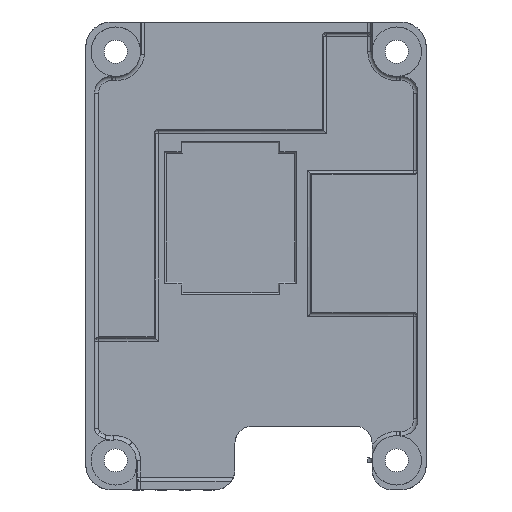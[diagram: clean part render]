
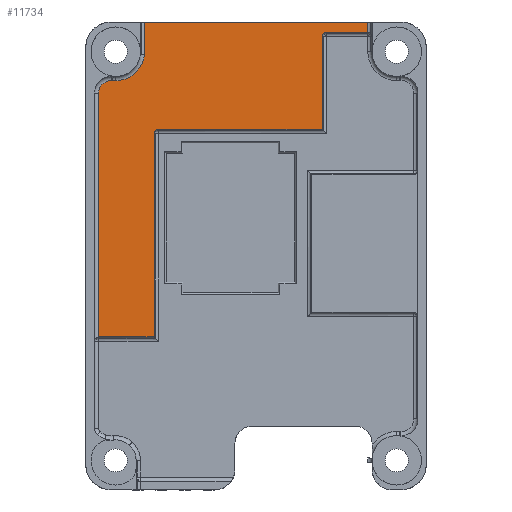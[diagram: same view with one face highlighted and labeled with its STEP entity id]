
A CAD part, top view. The second image highlights one B-rep face of the part: STEP entity #11734.
In plain terms, the highlighted planar face has unit normal (0, 0, 1).
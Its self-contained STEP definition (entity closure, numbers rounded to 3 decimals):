
#9878=CARTESIAN_POINT('',(-13.101,27.513,-5.52));
#9879=VERTEX_POINT('',#9878);
#9887=CARTESIAN_POINT('',(13.114,27.513,-5.52));
#9888=VERTEX_POINT('',#9887);
#9889=CARTESIAN_POINT('',(13.114,27.513,-5.52));
#9890=DIRECTION('',(-1.,-0.,0.));
#9891=VECTOR('',#9890,26.215);
#9892=LINE('',#9889,#9891);
#9893=EDGE_CURVE('',#9888,#9879,#9892,.T.);
#11396=CARTESIAN_POINT('',(7.911,26.166,-5.52));
#11397=VERTEX_POINT('',#11396);
#11406=CARTESIAN_POINT('',(7.764,25.813,-5.52));
#11407=VERTEX_POINT('',#11406);
#11408=CARTESIAN_POINT('',(8.264,25.813,-5.52));
#11409=DIRECTION('',(0.,0.,1.));
#11410=DIRECTION('',(0.,-1.,0.));
#11411=AXIS2_PLACEMENT_3D('',#11408,#11409,#11410);
#11412=CIRCLE('',#11411,0.5);
#11413=EDGE_CURVE('',#11397,#11407,#11412,.T.);
#11555=CARTESIAN_POINT('',(7.764,14.913,-5.52));
#11556=VERTEX_POINT('',#11555);
#11557=CARTESIAN_POINT('',(7.764,14.913,-5.52));
#11558=DIRECTION('',(-0.,1.,-0.));
#11559=VECTOR('',#11558,10.9);
#11560=LINE('',#11557,#11559);
#11561=EDGE_CURVE('',#11556,#11407,#11560,.T.);
#11585=CARTESIAN_POINT('',(13.114,26.313,-5.52));
#11586=VERTEX_POINT('',#11585);
#11593=CARTESIAN_POINT('',(8.264,26.313,-5.52));
#11594=VERTEX_POINT('',#11593);
#11595=CARTESIAN_POINT('',(8.264,26.313,-5.52));
#11596=DIRECTION('',(1.,0.,-0.));
#11597=VECTOR('',#11596,4.85);
#11598=LINE('',#11595,#11597);
#11599=EDGE_CURVE('',#11594,#11586,#11598,.T.);
#11618=CARTESIAN_POINT('',(-1.246,20.913,-5.52));
#11619=DIRECTION('',(0.,0.,1.));
#11620=DIRECTION('',(0.,-1.,0.));
#11621=AXIS2_PLACEMENT_3D('',#11618,#11619,#11620);
#11622=PLANE('',#11621);
#11623=CARTESIAN_POINT('',(13.114,27.513,-5.52));
#11624=DIRECTION('',(0.,-1.,0.));
#11625=VECTOR('',#11624,1.2);
#11626=LINE('',#11623,#11625);
#11627=EDGE_CURVE('',#9888,#11586,#11626,.T.);
#11628=ORIENTED_EDGE('',*,*,#11627,.F.);
#11629=ORIENTED_EDGE('',*,*,#9893,.T.);
#11630=CARTESIAN_POINT('',(-13.101,23.705,-5.52));
#11631=VERTEX_POINT('',#11630);
#11632=CARTESIAN_POINT('',(-13.101,23.705,-5.52));
#11633=DIRECTION('',(-0.,1.,-0.));
#11634=VECTOR('',#11633,3.808);
#11635=LINE('',#11632,#11634);
#11636=EDGE_CURVE('',#11631,#9879,#11635,.T.);
#11637=ORIENTED_EDGE('',*,*,#11636,.F.);
#11638=CARTESIAN_POINT('',(-16.486,20.625,-5.52));
#11639=VERTEX_POINT('',#11638);
#11640=CARTESIAN_POINT('',(-16.486,24.025,-5.52));
#11641=DIRECTION('',(0.,0.,1.));
#11642=DIRECTION('',(0.,-1.,0.));
#11643=AXIS2_PLACEMENT_3D('',#11640,#11641,#11642);
#11644=CIRCLE('',#11643,3.4);
#11645=EDGE_CURVE('',#11639,#11631,#11644,.T.);
#11646=ORIENTED_EDGE('',*,*,#11645,.F.);
#11647=CARTESIAN_POINT('',(-16.833,20.643,-5.52));
#11648=VERTEX_POINT('',#11647);
#11649=CARTESIAN_POINT('',(-16.486,24.025,-5.52));
#11650=DIRECTION('',(0.,0.,1.));
#11651=DIRECTION('',(0.,-1.,0.));
#11652=AXIS2_PLACEMENT_3D('',#11649,#11650,#11651);
#11653=CIRCLE('',#11652,3.4);
#11654=EDGE_CURVE('',#11648,#11639,#11653,.T.);
#11655=ORIENTED_EDGE('',*,*,#11654,.F.);
#11656=CARTESIAN_POINT('',(-16.986,20.651,-5.52));
#11657=VERTEX_POINT('',#11656);
#11658=CARTESIAN_POINT('',(-16.986,19.151,-5.52));
#11659=DIRECTION('',(-0.,-0.,-1.));
#11660=DIRECTION('',(-0.,1.,-0.));
#11661=AXIS2_PLACEMENT_3D('',#11658,#11659,#11660);
#11662=CIRCLE('',#11661,1.5);
#11663=EDGE_CURVE('',#11657,#11648,#11662,.T.);
#11664=ORIENTED_EDGE('',*,*,#11663,.F.);
#11665=CARTESIAN_POINT('',(-18.486,19.151,-5.52));
#11666=VERTEX_POINT('',#11665);
#11667=CARTESIAN_POINT('',(-16.986,19.151,-5.52));
#11668=DIRECTION('',(-0.,-0.,-1.));
#11669=DIRECTION('',(-0.,1.,-0.));
#11670=AXIS2_PLACEMENT_3D('',#11667,#11668,#11669);
#11671=CIRCLE('',#11670,1.5);
#11672=EDGE_CURVE('',#11666,#11657,#11671,.T.);
#11673=ORIENTED_EDGE('',*,*,#11672,.F.);
#11674=CARTESIAN_POINT('',(-18.486,-9.475,-5.52));
#11675=VERTEX_POINT('',#11674);
#11676=CARTESIAN_POINT('',(-18.486,-9.475,-5.52));
#11677=DIRECTION('',(-0.,1.,-0.));
#11678=VECTOR('',#11677,28.626);
#11679=LINE('',#11676,#11678);
#11680=EDGE_CURVE('',#11675,#11666,#11679,.T.);
#11681=ORIENTED_EDGE('',*,*,#11680,.F.);
#11682=CARTESIAN_POINT('',(-11.986,-9.475,-5.52));
#11683=VERTEX_POINT('',#11682);
#11684=CARTESIAN_POINT('',(-11.986,-9.475,-5.52));
#11685=DIRECTION('',(-1.,-0.,0.));
#11686=VECTOR('',#11685,6.5);
#11687=LINE('',#11684,#11686);
#11688=EDGE_CURVE('',#11683,#11675,#11687,.T.);
#11689=ORIENTED_EDGE('',*,*,#11688,.F.);
#11690=CARTESIAN_POINT('',(-11.986,14.413,-5.52));
#11691=VERTEX_POINT('',#11690);
#11692=CARTESIAN_POINT('',(-11.986,-9.475,-5.52));
#11693=DIRECTION('',(-0.,1.,-0.));
#11694=VECTOR('',#11693,23.887);
#11695=LINE('',#11692,#11694);
#11696=EDGE_CURVE('',#11683,#11691,#11695,.T.);
#11697=ORIENTED_EDGE('',*,*,#11696,.T.);
#11698=CARTESIAN_POINT('',(-11.839,14.766,-5.52));
#11699=VERTEX_POINT('',#11698);
#11700=CARTESIAN_POINT('',(-11.486,14.413,-5.52));
#11701=DIRECTION('',(0.,0.,1.));
#11702=DIRECTION('',(0.,-1.,0.));
#11703=AXIS2_PLACEMENT_3D('',#11700,#11701,#11702);
#11704=CIRCLE('',#11703,0.5);
#11705=EDGE_CURVE('',#11699,#11691,#11704,.T.);
#11706=ORIENTED_EDGE('',*,*,#11705,.F.);
#11707=CARTESIAN_POINT('',(-11.486,14.913,-5.52));
#11708=VERTEX_POINT('',#11707);
#11709=CARTESIAN_POINT('',(-11.486,14.413,-5.52));
#11710=DIRECTION('',(0.,0.,1.));
#11711=DIRECTION('',(0.,-1.,0.));
#11712=AXIS2_PLACEMENT_3D('',#11709,#11710,#11711);
#11713=CIRCLE('',#11712,0.5);
#11714=EDGE_CURVE('',#11708,#11699,#11713,.T.);
#11715=ORIENTED_EDGE('',*,*,#11714,.F.);
#11716=CARTESIAN_POINT('',(7.764,14.913,-5.52));
#11717=DIRECTION('',(-1.,-0.,0.));
#11718=VECTOR('',#11717,19.25);
#11719=LINE('',#11716,#11718);
#11720=EDGE_CURVE('',#11556,#11708,#11719,.T.);
#11721=ORIENTED_EDGE('',*,*,#11720,.F.);
#11722=ORIENTED_EDGE('',*,*,#11561,.T.);
#11723=ORIENTED_EDGE('',*,*,#11413,.F.);
#11724=CARTESIAN_POINT('',(8.264,25.813,-5.52));
#11725=DIRECTION('',(0.,0.,1.));
#11726=DIRECTION('',(0.,-1.,0.));
#11727=AXIS2_PLACEMENT_3D('',#11724,#11725,#11726);
#11728=CIRCLE('',#11727,0.5);
#11729=EDGE_CURVE('',#11594,#11397,#11728,.T.);
#11730=ORIENTED_EDGE('',*,*,#11729,.F.);
#11731=ORIENTED_EDGE('',*,*,#11599,.T.);
#11732=EDGE_LOOP('',(#11628,#11629,#11637,#11646,#11655,#11664,#11673,#11681,#11689,#11697,#11706,#11715,#11721,#11722,#11723,#11730,#11731));
#11733=FACE_BOUND('',#11732,.T.);
#11734=ADVANCED_FACE('',(#11733),#11622,.T.);
